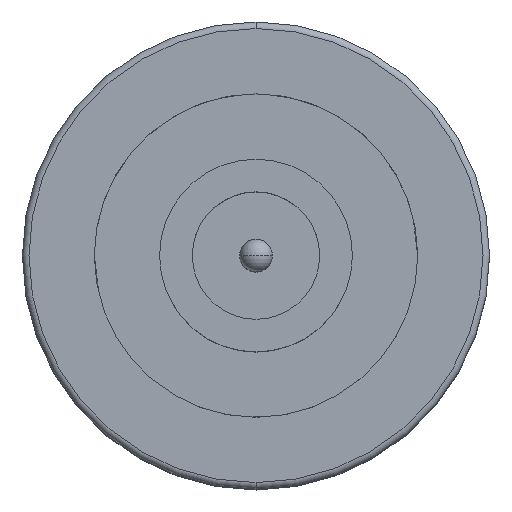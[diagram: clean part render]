
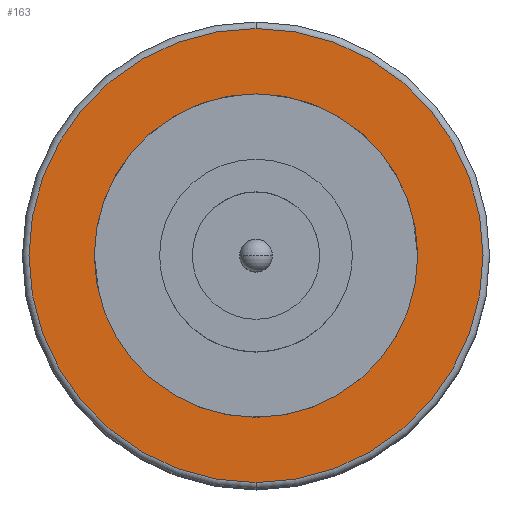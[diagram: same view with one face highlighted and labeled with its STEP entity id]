
A CAD part, top view. The second image highlights one B-rep face of the part: STEP entity #163.
In plain terms, the highlighted planar face has unit normal (0, 0, 1).
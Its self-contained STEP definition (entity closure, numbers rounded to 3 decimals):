
#4 = VERTEX_POINT ( 'NONE', #611 ) ;
#9 = DIRECTION ( 'NONE',  ( 1., 0., 0. ) ) ;
#10 = EDGE_CURVE ( 'NONE', #564, #4, #1171, .T. ) ;
#63 = DIRECTION ( 'NONE',  ( 0., 0., 1. ) ) ;
#163 = ADVANCED_FACE ( 'NONE', ( #1658, #360 ), #401, .F. ) ;
#209 = ORIENTED_EDGE ( 'NONE', *, *, #476, .T. ) ;
#212 = CARTESIAN_POINT ( 'NONE',  ( 0., -6.95, 31.5 ) ) ;
#213 = EDGE_LOOP ( 'NONE', ( #333, #1558 ) ) ;
#322 = EDGE_LOOP ( 'NONE', ( #747, #209 ) ) ;
#333 = ORIENTED_EDGE ( 'NONE', *, *, #10, .F. ) ;
#360 = FACE_OUTER_BOUND ( 'NONE', #322, .T. ) ;
#380 = CIRCLE ( 'NONE', #748, 6.95 ) ;
#401 = PLANE ( 'NONE',  #1585 ) ;
#438 = DIRECTION ( 'NONE',  ( 1., 0., 0. ) ) ;
#476 = EDGE_CURVE ( 'NONE', #1496, #1643, #380, .T. ) ;
#496 = CIRCLE ( 'NONE', #1350, 4.95 ) ;
#497 = CARTESIAN_POINT ( 'NONE',  ( 4.95, 0., 31.5 ) ) ;
#564 = VERTEX_POINT ( 'NONE', #497 ) ;
#611 = CARTESIAN_POINT ( 'NONE',  ( -4.95, 0., 31.5 ) ) ;
#733 = CARTESIAN_POINT ( 'NONE',  ( 0., 0., 31.5 ) ) ;
#747 = ORIENTED_EDGE ( 'NONE', *, *, #1599, .T. ) ;
#748 = AXIS2_PLACEMENT_3D ( 'NONE', #733, #63, #863 ) ;
#769 = CARTESIAN_POINT ( 'NONE',  ( 0., 0., 31.5 ) ) ;
#778 = CARTESIAN_POINT ( 'NONE',  ( 0., 0., 31.5 ) ) ;
#811 = DIRECTION ( 'NONE',  ( 0., 0., 1. ) ) ;
#813 = AXIS2_PLACEMENT_3D ( 'NONE', #864, #1142, #438 ) ;
#863 = DIRECTION ( 'NONE',  ( 0., 1., 0. ) ) ;
#864 = CARTESIAN_POINT ( 'NONE',  ( 0., 0., 31.5 ) ) ;
#972 = CIRCLE ( 'NONE', #1716, 6.95 ) ;
#1142 = DIRECTION ( 'NONE',  ( 0., 0., 1. ) ) ;
#1159 = DIRECTION ( 'NONE',  ( 0., 1., 0. ) ) ;
#1171 = CIRCLE ( 'NONE', #813, 4.95 ) ;
#1219 = EDGE_CURVE ( 'NONE', #4, #564, #496, .T. ) ;
#1298 = DIRECTION ( 'NONE',  ( 0., 1., 0. ) ) ;
#1314 = DIRECTION ( 'NONE',  ( 0., 0., -1. ) ) ;
#1350 = AXIS2_PLACEMENT_3D ( 'NONE', #1620, #811, #9 ) ;
#1496 = VERTEX_POINT ( 'NONE', #212 ) ;
#1505 = CARTESIAN_POINT ( 'NONE',  ( 0., 6.95, 31.5 ) ) ;
#1558 = ORIENTED_EDGE ( 'NONE', *, *, #1219, .F. ) ;
#1585 = AXIS2_PLACEMENT_3D ( 'NONE', #769, #1314, #1159 ) ;
#1599 = EDGE_CURVE ( 'NONE', #1643, #1496, #972, .T. ) ;
#1620 = CARTESIAN_POINT ( 'NONE',  ( 0., 0., 31.5 ) ) ;
#1643 = VERTEX_POINT ( 'NONE', #1505 ) ;
#1658 = FACE_BOUND ( 'NONE', #213, .T. ) ;
#1698 = DIRECTION ( 'NONE',  ( 0., 0., 1. ) ) ;
#1716 = AXIS2_PLACEMENT_3D ( 'NONE', #778, #1698, #1298 ) ;
